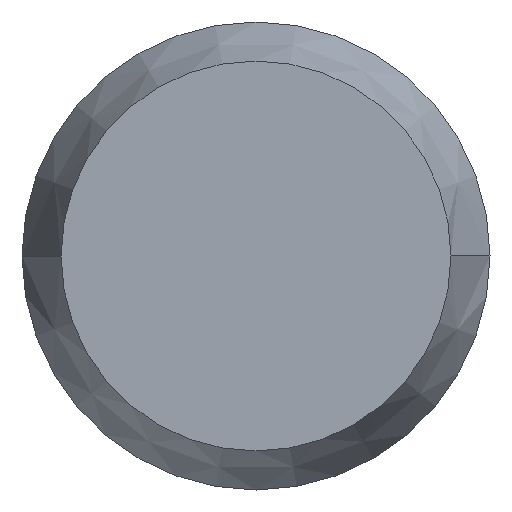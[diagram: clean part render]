
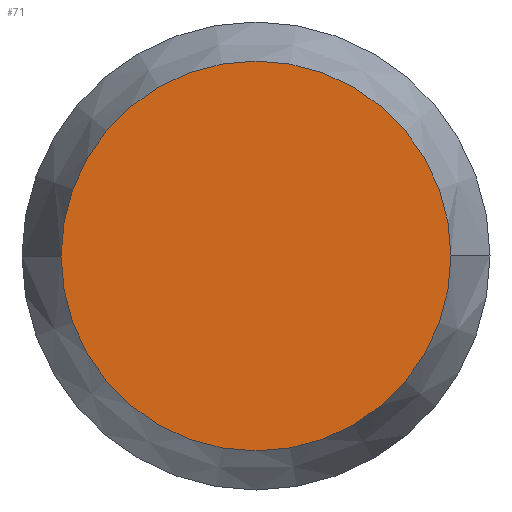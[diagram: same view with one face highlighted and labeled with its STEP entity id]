
A CAD part, front view. The second image highlights one B-rep face of the part: STEP entity #71.
In plain terms, the highlighted planar face has unit normal (0, -1, 0).
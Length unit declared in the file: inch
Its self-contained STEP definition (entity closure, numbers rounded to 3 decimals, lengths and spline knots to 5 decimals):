
#43 = CARTESIAN_POINT ( 'NONE',  ( 0., 0., 0. ) ) ;
#48 = CARTESIAN_POINT ( 'NONE',  ( 0., 0., -0.0781 ) ) ;
#64 = AXIS2_PLACEMENT_3D ( 'NONE', #43, #156, #269 ) ;
#71 = ADVANCED_FACE ( 'NONE', ( #263 ), #262, .T. ) ;
#80 = DIRECTION ( 'NONE',  ( 0., 0., -1. ) ) ;
#86 = DIRECTION ( 'NONE',  ( 0., 0., -1. ) ) ;
#90 = VERTEX_POINT ( 'NONE', #160 ) ;
#131 = AXIS2_PLACEMENT_3D ( 'NONE', #356, #327, #86 ) ;
#144 = ORIENTED_EDGE ( 'NONE', *, *, #321, .T. ) ;
#149 = ORIENTED_EDGE ( 'NONE', *, *, #283, .T. ) ;
#156 = DIRECTION ( 'NONE',  ( 0., -1., 0. ) ) ;
#160 = CARTESIAN_POINT ( 'NONE',  ( 0., 0., 0.0781 ) ) ;
#191 = CARTESIAN_POINT ( 'NONE',  ( 0., 0., 0. ) ) ;
#210 = CIRCLE ( 'NONE', #131, 0.0781 ) ;
#240 = DIRECTION ( 'NONE',  ( 0., -1., 0. ) ) ;
#251 = CIRCLE ( 'NONE', #64, 0.0781 ) ;
#260 = AXIS2_PLACEMENT_3D ( 'NONE', #191, #240, #80 ) ;
#262 = PLANE ( 'NONE',  #260 ) ;
#263 = FACE_OUTER_BOUND ( 'NONE', #336, .T. ) ;
#269 = DIRECTION ( 'NONE',  ( 0., 0., -1. ) ) ;
#283 = EDGE_CURVE ( 'NONE', #90, #291, #210, .T. ) ;
#291 = VERTEX_POINT ( 'NONE', #48 ) ;
#321 = EDGE_CURVE ( 'NONE', #291, #90, #251, .T. ) ;
#327 = DIRECTION ( 'NONE',  ( 0., -1., 0. ) ) ;
#336 = EDGE_LOOP ( 'NONE', ( #144, #149 ) ) ;
#356 = CARTESIAN_POINT ( 'NONE',  ( 0., 0., 0. ) ) ;
